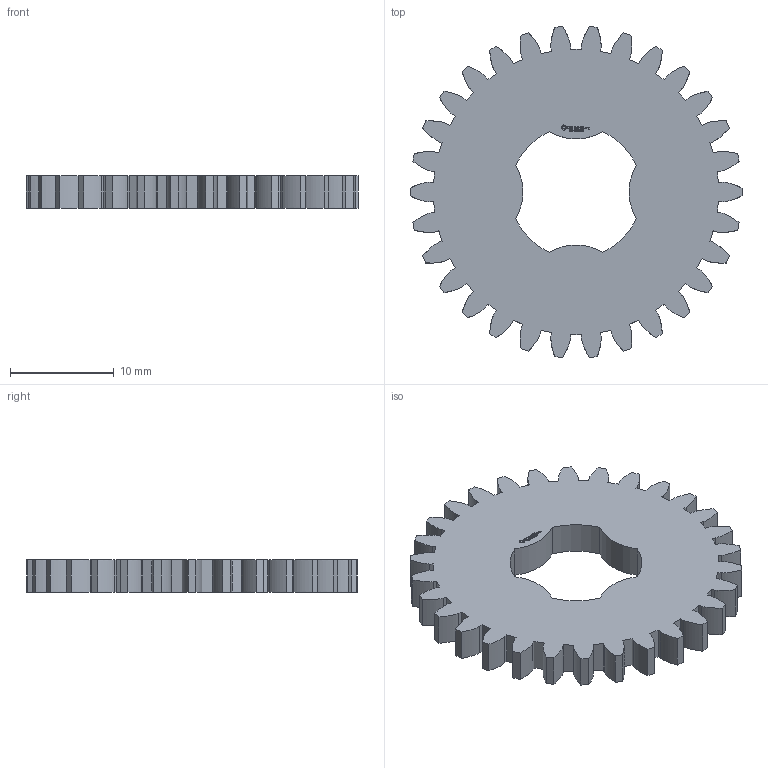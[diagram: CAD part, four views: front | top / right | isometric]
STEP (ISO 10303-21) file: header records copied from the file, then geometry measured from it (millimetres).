
FILE_DESCRIPTION(('FreeCAD Model'),'2;1');
FILE_NAME('Open CASCADE Shape Model','2024-03-09T19:09:17',(''),(''), 'Open CASCADE STEP processor 7.6','FreeCAD','Unknown');
FILE_SCHEMA(('AUTOMOTIVE_DESIGN { 1 0 10303 214 1 1 1 1 }'));
Products named in the file (1): Gear Wheel PLN TTH30 BU00.25 SFT-SHD - SPN-GWH-0097 (stemfie.org)
Bounding box: 31.99 x 31.89 x 3.12 mm (x, y, z)
Volume: 1836.1 mm3; surface area: 1914 mm2
Topology: 1 solids, 1 shells, 648 faces, 1845 edges, 1230 vertices
Faces by surface type: extrusion 326, plane 314, cylinder 8
Entity records: 54967 total; most frequent: CARTESIAN_POINT 15794, DIRECTION 5219, VECTOR 4525, LINE 4199, ORIENTED_EDGE 3690, PCURVE 3690, DEFINITIONAL_REPRESENTATION 3690, EDGE_CURVE 1845
